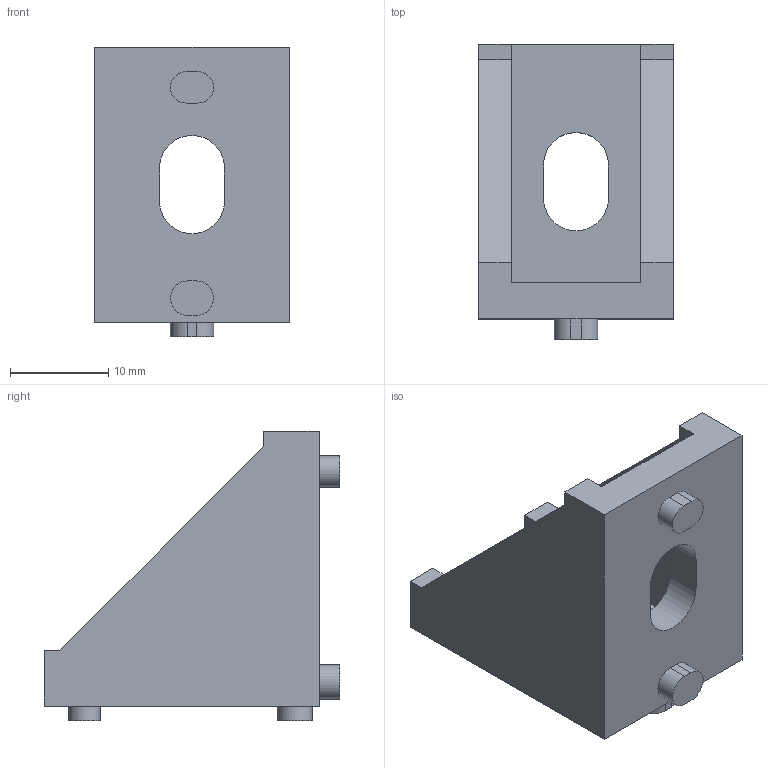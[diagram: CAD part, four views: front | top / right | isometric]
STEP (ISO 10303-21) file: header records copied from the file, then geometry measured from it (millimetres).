
FILE_DESCRIPTION (( 'STEP AP203' ), '1' );
FILE_NAME ('2020 corner_Default_sldprt.STEP', '2024-03-25T01:43:20', ( '' ), ( '' ), 'SwSTEP 2.0', 'SolidWorks 2023', '' );
FILE_SCHEMA (( 'CONFIG_CONTROL_DESIGN' ));
Length unit declared in the file: millimetre
Products named in the file (1): 2020 corner_Default_sldprt
Bounding box: 19.8 x 30.1 x 29.5 mm (x, y, z)
Volume: 5530.2 mm3; surface area: 3822.4 mm2
Topology: 1 solids, 1 shells, 47 faces, 123 edges, 82 vertices
Faces by surface type: plane 32, cylinder 15
Entity records: 1532 total; most frequent: CARTESIAN_POINT 253, DIRECTION 249, ORIENTED_EDGE 246, EDGE_CURVE 123, LINE 93, VECTOR 93, VERTEX_POINT 82, AXIS2_PLACEMENT_3D 78
